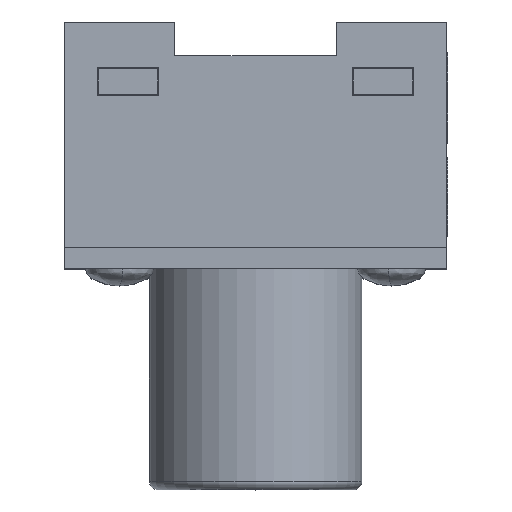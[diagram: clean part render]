
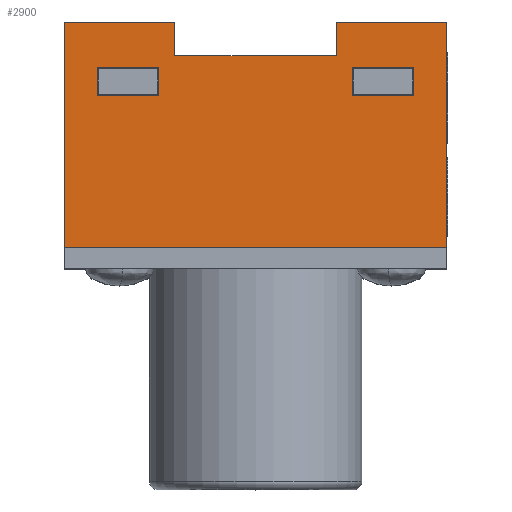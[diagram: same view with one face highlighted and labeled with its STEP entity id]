
A CAD part, top view. The second image highlights one B-rep face of the part: STEP entity #2900.
In plain terms, the highlighted planar face has unit normal (0, 0, 1).
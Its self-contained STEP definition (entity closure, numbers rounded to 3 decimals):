
#105 = ORIENTED_EDGE ( 'NONE', *, *, #10919, .F. ) ;
#202 = ORIENTED_EDGE ( 'NONE', *, *, #15158, .F. ) ;
#289 = DIRECTION ( 'NONE',  ( 1., 0., 0. ) ) ;
#419 = LINE ( 'NONE', #1500, #4448 ) ;
#422 = VERTEX_POINT ( 'NONE', #12905 ) ;
#732 = ORIENTED_EDGE ( 'NONE', *, *, #13350, .F. ) ;
#1017 = ORIENTED_EDGE ( 'NONE', *, *, #3994, .F. ) ;
#1110 = CARTESIAN_POINT ( 'NONE',  ( 1.14, 3.29, 2.25 ) ) ;
#1241 = ORIENTED_EDGE ( 'NONE', *, *, #8129, .F. ) ;
#1319 = EDGE_CURVE ( 'NONE', #8737, #10905, #11813, .T. ) ;
#1500 = CARTESIAN_POINT ( 'NONE',  ( -1.14, 3.29, 2.25 ) ) ;
#1633 = ORIENTED_EDGE ( 'NONE', *, *, #3702, .F. ) ;
#1805 = CARTESIAN_POINT ( 'NONE',  ( -1.14, 3.29, 2.25 ) ) ;
#2036 = VECTOR ( 'NONE', #12720, 1000. ) ;
#2095 = CARTESIAN_POINT ( 'NONE',  ( -2.25, 1.5, 2.25 ) ) ;
#2171 = DIRECTION ( 'NONE',  ( 0., -1., 0. ) ) ;
#2280 = FACE_OUTER_BOUND ( 'NONE', #13289, .T. ) ;
#2563 = DIRECTION ( 'NONE',  ( 1., 0., 0. ) ) ;
#2620 = LINE ( 'NONE', #12164, #5351 ) ;
#2654 = VECTOR ( 'NONE', #8849, 1000. ) ;
#2743 = LINE ( 'NONE', #12209, #3446 ) ;
#2818 = CARTESIAN_POINT ( 'NONE',  ( 2.25, 4.15, 2.25 ) ) ;
#2837 = LINE ( 'NONE', #9768, #12156 ) ;
#2900 = ADVANCED_FACE ( 'NONE', ( #3528, #4551, #2280 ), #12911, .F. ) ;
#3171 = CARTESIAN_POINT ( 'NONE',  ( 0.95, 4.15, 2.25 ) ) ;
#3178 = LINE ( 'NONE', #11556, #9419 ) ;
#3226 = LINE ( 'NONE', #10422, #6154 ) ;
#3290 = DIRECTION ( 'NONE',  ( 0., 0., -1. ) ) ;
#3344 = ORIENTED_EDGE ( 'NONE', *, *, #5834, .T. ) ;
#3385 = VERTEX_POINT ( 'NONE', #15295 ) ;
#3399 = EDGE_LOOP ( 'NONE', ( #105, #732, #15013, #6705 ) ) ;
#3411 = DIRECTION ( 'NONE',  ( 1., 0., 0. ) ) ;
#3446 = VECTOR ( 'NONE', #10983, 1000. ) ;
#3528 = FACE_BOUND ( 'NONE', #4916, .T. ) ;
#3702 = EDGE_CURVE ( 'NONE', #12925, #14009, #2743, .T. ) ;
#3742 = CARTESIAN_POINT ( 'NONE',  ( 0.95, 4.15, 2.25 ) ) ;
#3857 = ORIENTED_EDGE ( 'NONE', *, *, #1319, .F. ) ;
#3907 = LINE ( 'NONE', #2818, #14768 ) ;
#3994 = EDGE_CURVE ( 'NONE', #9541, #3385, #14554, .T. ) ;
#4047 = EDGE_CURVE ( 'NONE', #9669, #422, #419, .T. ) ;
#4153 = EDGE_CURVE ( 'NONE', #7027, #11039, #3226, .T. ) ;
#4250 = CARTESIAN_POINT ( 'NONE',  ( 1.14, 3.61, 2.25 ) ) ;
#4388 = CARTESIAN_POINT ( 'NONE',  ( -0.95, 3.75, 2.25 ) ) ;
#4433 = LINE ( 'NONE', #6514, #6500 ) ;
#4448 = VECTOR ( 'NONE', #13362, 1000. ) ;
#4551 = FACE_BOUND ( 'NONE', #3399, .T. ) ;
#4916 = EDGE_LOOP ( 'NONE', ( #13067, #3857, #202, #7254 ) ) ;
#5142 = VERTEX_POINT ( 'NONE', #8290 ) ;
#5351 = VECTOR ( 'NONE', #13581, 1000. ) ;
#5637 = AXIS2_PLACEMENT_3D ( 'NONE', #14025, #3290, #6944 ) ;
#5834 = EDGE_CURVE ( 'NONE', #15014, #14009, #2837, .T. ) ;
#5907 = CARTESIAN_POINT ( 'NONE',  ( 2.25, 4.15, 2.25 ) ) ;
#6053 = EDGE_CURVE ( 'NONE', #11039, #11849, #14022, .T. ) ;
#6154 = VECTOR ( 'NONE', #10335, 1000. ) ;
#6443 = CARTESIAN_POINT ( 'NONE',  ( -2.25, 4.15, 2.25 ) ) ;
#6480 = ORIENTED_EDGE ( 'NONE', *, *, #6986, .F. ) ;
#6500 = VECTOR ( 'NONE', #11553, 1000. ) ;
#6514 = CARTESIAN_POINT ( 'NONE',  ( -2.25, 4.15, 2.25 ) ) ;
#6630 = CARTESIAN_POINT ( 'NONE',  ( -1.86, 3.29, 2.25 ) ) ;
#6705 = ORIENTED_EDGE ( 'NONE', *, *, #4153, .F. ) ;
#6858 = DIRECTION ( 'NONE',  ( 0., -1., 0. ) ) ;
#6944 = DIRECTION ( 'NONE',  ( 0., 1., 0. ) ) ;
#6986 = EDGE_CURVE ( 'NONE', #9881, #12925, #3907, .T. ) ;
#7027 = VERTEX_POINT ( 'NONE', #11203 ) ;
#7047 = VECTOR ( 'NONE', #6858, 1000. ) ;
#7246 = DIRECTION ( 'NONE',  ( 0., -1., 0. ) ) ;
#7254 = ORIENTED_EDGE ( 'NONE', *, *, #4047, .F. ) ;
#7468 = CARTESIAN_POINT ( 'NONE',  ( 2.25, 3.75, 2.25 ) ) ;
#8013 = LINE ( 'NONE', #1110, #11907 ) ;
#8126 = EDGE_CURVE ( 'NONE', #9881, #3385, #10365, .T. ) ;
#8129 = EDGE_CURVE ( 'NONE', #8813, #11368, #4433, .T. ) ;
#8138 = VECTOR ( 'NONE', #12826, 1000. ) ;
#8290 = CARTESIAN_POINT ( 'NONE',  ( 1.14, 3.29, 2.25 ) ) ;
#8538 = DIRECTION ( 'NONE',  ( 1., 0., 0. ) ) ;
#8728 = CARTESIAN_POINT ( 'NONE',  ( -1.14, 3.61, 2.25 ) ) ;
#8737 = VERTEX_POINT ( 'NONE', #14318 ) ;
#8813 = VERTEX_POINT ( 'NONE', #6443 ) ;
#8849 = DIRECTION ( 'NONE',  ( 1., 0., 0. ) ) ;
#9349 = CARTESIAN_POINT ( 'NONE',  ( -1.86, 3.29, 2.25 ) ) ;
#9419 = VECTOR ( 'NONE', #2171, 1000. ) ;
#9467 = CARTESIAN_POINT ( 'NONE',  ( -2.25, 3.75, 2.25 ) ) ;
#9541 = VERTEX_POINT ( 'NONE', #4388 ) ;
#9669 = VERTEX_POINT ( 'NONE', #1805 ) ;
#9768 = CARTESIAN_POINT ( 'NONE',  ( 2.25, 1.5, 2.25 ) ) ;
#9881 = VERTEX_POINT ( 'NONE', #3742 ) ;
#10058 = EDGE_CURVE ( 'NONE', #11368, #9541, #2620, .T. ) ;
#10335 = DIRECTION ( 'NONE',  ( 0., 1., 0. ) ) ;
#10344 = VECTOR ( 'NONE', #7246, 1000. ) ;
#10365 = LINE ( 'NONE', #3171, #2036 ) ;
#10422 = CARTESIAN_POINT ( 'NONE',  ( 1.86, 3.29, 2.25 ) ) ;
#10476 = ORIENTED_EDGE ( 'NONE', *, *, #8126, .T. ) ;
#10779 = CARTESIAN_POINT ( 'NONE',  ( 1.86, 3.61, 2.25 ) ) ;
#10905 = VERTEX_POINT ( 'NONE', #9349 ) ;
#10919 = EDGE_CURVE ( 'NONE', #5142, #7027, #8013, .T. ) ;
#10983 = DIRECTION ( 'NONE',  ( 0., -1., 0. ) ) ;
#11039 = VERTEX_POINT ( 'NONE', #10779 ) ;
#11203 = CARTESIAN_POINT ( 'NONE',  ( 1.86, 3.29, 2.25 ) ) ;
#11237 = LINE ( 'NONE', #6630, #2654 ) ;
#11368 = VERTEX_POINT ( 'NONE', #12041 ) ;
#11412 = EDGE_CURVE ( 'NONE', #8813, #15014, #13079, .T. ) ;
#11491 = ORIENTED_EDGE ( 'NONE', *, *, #11412, .T. ) ;
#11553 = DIRECTION ( 'NONE',  ( 1., 0., 0. ) ) ;
#11556 = CARTESIAN_POINT ( 'NONE',  ( 1.14, 3.61, 2.25 ) ) ;
#11813 = LINE ( 'NONE', #15342, #7047 ) ;
#11849 = VERTEX_POINT ( 'NONE', #4250 ) ;
#11907 = VECTOR ( 'NONE', #3411, 1000. ) ;
#12041 = CARTESIAN_POINT ( 'NONE',  ( -0.95, 4.15, 2.25 ) ) ;
#12156 = VECTOR ( 'NONE', #8538, 1000. ) ;
#12164 = CARTESIAN_POINT ( 'NONE',  ( -0.95, 4.15, 2.25 ) ) ;
#12209 = CARTESIAN_POINT ( 'NONE',  ( 2.25, 3.75, 2.25 ) ) ;
#12618 = LINE ( 'NONE', #8728, #14881 ) ;
#12636 = EDGE_CURVE ( 'NONE', #10905, #9669, #11237, .T. ) ;
#12679 = CARTESIAN_POINT ( 'NONE',  ( 1.86, 3.61, 2.25 ) ) ;
#12683 = VECTOR ( 'NONE', #2563, 1000. ) ;
#12720 = DIRECTION ( 'NONE',  ( 0., -1., 0. ) ) ;
#12826 = DIRECTION ( 'NONE',  ( -1., 0., 0. ) ) ;
#12905 = CARTESIAN_POINT ( 'NONE',  ( -1.14, 3.61, 2.25 ) ) ;
#12911 = PLANE ( 'NONE',  #5637 ) ;
#12925 = VERTEX_POINT ( 'NONE', #5907 ) ;
#13067 = ORIENTED_EDGE ( 'NONE', *, *, #12636, .F. ) ;
#13079 = LINE ( 'NONE', #9467, #10344 ) ;
#13289 = EDGE_LOOP ( 'NONE', ( #3344, #1633, #6480, #10476, #1017, #14204, #1241, #11491 ) ) ;
#13350 = EDGE_CURVE ( 'NONE', #11849, #5142, #3178, .T. ) ;
#13362 = DIRECTION ( 'NONE',  ( 0., 1., 0. ) ) ;
#13581 = DIRECTION ( 'NONE',  ( 0., -1., 0. ) ) ;
#14009 = VERTEX_POINT ( 'NONE', #14580 ) ;
#14022 = LINE ( 'NONE', #12679, #8138 ) ;
#14025 = CARTESIAN_POINT ( 'NONE',  ( 2.25, 3.75, 2.25 ) ) ;
#14204 = ORIENTED_EDGE ( 'NONE', *, *, #10058, .F. ) ;
#14318 = CARTESIAN_POINT ( 'NONE',  ( -1.86, 3.61, 2.25 ) ) ;
#14554 = LINE ( 'NONE', #7468, #12683 ) ;
#14580 = CARTESIAN_POINT ( 'NONE',  ( 2.25, 1.5, 2.25 ) ) ;
#14768 = VECTOR ( 'NONE', #289, 1000. ) ;
#14881 = VECTOR ( 'NONE', #15011, 1000. ) ;
#15011 = DIRECTION ( 'NONE',  ( -1., 0., 0. ) ) ;
#15013 = ORIENTED_EDGE ( 'NONE', *, *, #6053, .F. ) ;
#15014 = VERTEX_POINT ( 'NONE', #2095 ) ;
#15158 = EDGE_CURVE ( 'NONE', #422, #8737, #12618, .T. ) ;
#15295 = CARTESIAN_POINT ( 'NONE',  ( 0.95, 3.75, 2.25 ) ) ;
#15342 = CARTESIAN_POINT ( 'NONE',  ( -1.86, 3.61, 2.25 ) ) ;
